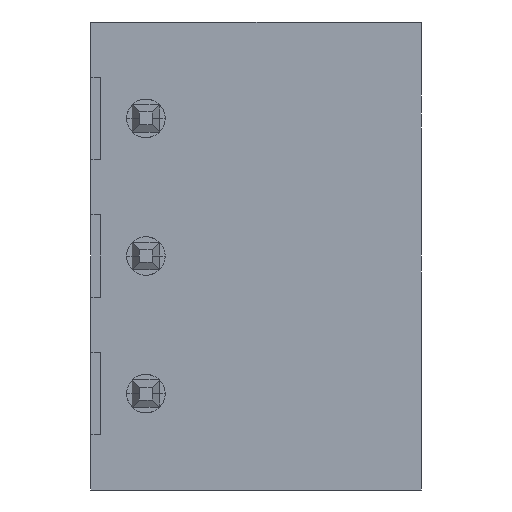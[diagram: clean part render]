
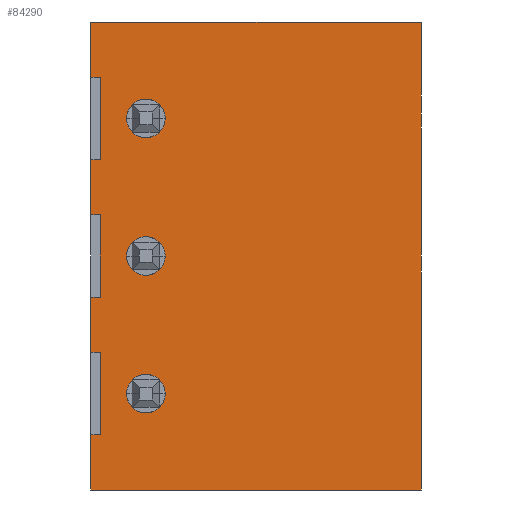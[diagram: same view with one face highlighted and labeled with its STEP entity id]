
A CAD part, front view. The second image highlights one B-rep face of the part: STEP entity #84290.
In plain terms, the highlighted planar face has unit normal (0, -1, 0).
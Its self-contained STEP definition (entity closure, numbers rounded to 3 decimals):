
#60=CARTESIAN_POINT('',(0.,37.773,
   3.5));
#70=DIRECTION('',(-1.,0.,
   0.));
#80=VECTOR('',#70,1.);
#90=LINE('',#60,#80);
#100=CARTESIAN_POINT('',(48.627,37.773,
   3.5));
#110=VERTEX_POINT('',#100);
#120=CARTESIAN_POINT('',(36.627,37.773,
   3.5));
#130=VERTEX_POINT('',#120);
#140=EDGE_CURVE('',#110,#130,#90,.T.);
#2820=CARTESIAN_POINT('',(48.627,37.773,
   -13.5));
#2830=VERTEX_POINT('',#2820);
#2860=CARTESIAN_POINT('',(48.627,37.773,
   -5.));
#2870=DIRECTION('',(0.,0.,
   -1.));
#2880=VECTOR('',#2870,1.);
#2890=LINE('',#2860,#2880);
#2900=EDGE_CURVE('',#110,#2830,#2890,.T.);
#11580=CARTESIAN_POINT('',(36.627,37.773
   ,-6.5));
#11590=VERTEX_POINT('',#11580);
#11640=CARTESIAN_POINT('',(36.627,37.773
   ,-5.));
#11650=DIRECTION('',(0.,0.,
   1.));
#11660=VECTOR('',#11650,1.);
#11670=LINE('',#11640,#11660);
#11680=CARTESIAN_POINT('',(36.627,37.773
   ,-8.5));
#11690=VERTEX_POINT('',#11680);
#11700=EDGE_CURVE('',#11690,#11590,#11670,.T.);
#11920=CARTESIAN_POINT('',(36.627,37.773
   ,-11.5));
#11930=VERTEX_POINT('',#11920);
#11960=CARTESIAN_POINT('',(36.627,37.773
   ,-5.));
#11970=DIRECTION('',(0.,0.,
   1.));
#11980=VECTOR('',#11970,1.);
#11990=LINE('',#11960,#11980);
#12000=CARTESIAN_POINT('',(36.627,37.773
   ,-13.5));
#12010=VERTEX_POINT('',#12000);
#12020=EDGE_CURVE('',#12010,#11930,#11990,.T.);
#12190=CARTESIAN_POINT('',(36.627,37.773
   ,0.));
#12200=DIRECTION('',(0.,0.,
   -1.));
#12210=VECTOR('',#12200,1.);
#12220=LINE('',#12190,#12210);
#12230=CARTESIAN_POINT('',(36.627,37.773
   ,1.5));
#12240=VERTEX_POINT('',#12230);
#12250=EDGE_CURVE('',#130,#12240,#12220,.T.);
#12470=CARTESIAN_POINT('',(36.627,37.773
   ,-1.5));
#12480=VERTEX_POINT('',#12470);
#12510=CARTESIAN_POINT('',(36.627,37.773
   ,0.));
#12520=DIRECTION('',(0.,0.,
   1.));
#12530=VECTOR('',#12520,1.);
#12540=LINE('',#12510,#12530);
#12550=CARTESIAN_POINT('',(36.627,37.773
   ,-3.5));
#12560=VERTEX_POINT('',#12550);
#12570=EDGE_CURVE('',#12560,#12480,#12540,.T.);
#19490=CARTESIAN_POINT('',(0.,37.773
   ,1.5));
#19500=DIRECTION('',(1.,0.,
   0.));
#19510=VECTOR('',#19500,1.);
#19520=LINE('',#19490,#19510);
#19530=CARTESIAN_POINT('',(36.977,37.773
   ,1.5));
#19540=VERTEX_POINT('',#19530);
#19550=EDGE_CURVE('',#12240,#19540,#19520,.T.);
#23580=CARTESIAN_POINT('',(0.,37.773
   ,-3.5));
#23590=DIRECTION('',(-1.,0.,
   0.));
#23600=VECTOR('',#23590,1.);
#23610=LINE('',#23580,#23600);
#23620=CARTESIAN_POINT('',(36.977,37.773
   ,-3.5));
#23630=VERTEX_POINT('',#23620);
#23640=EDGE_CURVE('',#23630,#12560,#23610,.T.);
#24820=CARTESIAN_POINT('',(36.977,37.773
   ,-1.5));
#24830=VERTEX_POINT('',#24820);
#24880=CARTESIAN_POINT('',(36.977,37.773
   ,0.));
#24890=DIRECTION('',(0.,0.,
   -1.));
#24900=VECTOR('',#24890,1.);
#24910=LINE('',#24880,#24900);
#24920=EDGE_CURVE('',#19540,#24830,#24910,.T.);
#25950=CARTESIAN_POINT('',(0.,37.773
   ,-1.5));
#25960=DIRECTION('',(-1.,0.,
   0.));
#25970=VECTOR('',#25960,1.);
#25980=LINE('',#25950,#25970);
#25990=EDGE_CURVE('',#24830,#12480,#25980,.T.);
#43810=CARTESIAN_POINT('',(39.327,37.773
   ,0.));
#43820=VERTEX_POINT('',#43810);
#43850=CARTESIAN_POINT('',(38.627,37.773
   ,0.));
#43860=DIRECTION('',(0.,-1.,
   0.));
#43870=DIRECTION('',(1.,0.,
   0.));
#43880=AXIS2_PLACEMENT_3D('',#43850,#43860,#43870);
#43890=CIRCLE('',#43880,0.7);
#43900=CARTESIAN_POINT('',(37.927,37.773
   ,0.));
#43910=VERTEX_POINT('',#43900);
#43920=EDGE_CURVE('',#43910,#43820,#43890,.T.);
#48960=CARTESIAN_POINT('',(0.,37.773
   ,-8.5));
#48970=DIRECTION('',(-1.,0.,
   0.));
#48980=VECTOR('',#48970,1.);
#48990=LINE('',#48960,#48980);
#49000=CARTESIAN_POINT('',(36.977,37.773
   ,-8.5));
#49010=VERTEX_POINT('',#49000);
#49020=EDGE_CURVE('',#49010,#11690,#48990,.T.);
#52600=CARTESIAN_POINT('',(0.,37.773
   ,-13.5));
#52610=DIRECTION('',(-1.,0.,
   0.));
#52620=VECTOR('',#52610,1.);
#52630=LINE('',#52600,#52620);
#52640=EDGE_CURVE('',#2830,#12010,#52630,.T.);
#68740=CARTESIAN_POINT('',(36.977,37.773
   ,-6.5));
#68750=VERTEX_POINT('',#68740);
#68850=CARTESIAN_POINT('',(36.977,37.773
   ,0.));
#68860=DIRECTION('',(0.,0.,
   -1.));
#68870=VECTOR('',#68860,1.);
#68880=LINE('',#68850,#68870);
#68890=EDGE_CURVE('',#23630,#68750,#68880,.T.);
#69850=CARTESIAN_POINT('',(36.977,37.773
   ,-11.5));
#69860=VERTEX_POINT('',#69850);
#69980=CARTESIAN_POINT('',(36.977,37.773
   ,-5.));
#69990=DIRECTION('',(0.,0.,
   -1.));
#70000=VECTOR('',#69990,1.);
#70010=LINE('',#69980,#70000);
#70020=EDGE_CURVE('',#49010,#69860,#70010,.T.);
#70570=CARTESIAN_POINT('',(39.327,37.773
   ,-5.));
#70580=VERTEX_POINT('',#70570);
#70700=CARTESIAN_POINT('',(37.927,37.773
   ,-5.));
#70710=VERTEX_POINT('',#70700);
#70740=CARTESIAN_POINT('',(38.627,37.773
   ,-5.));
#70750=DIRECTION('',(0.,-1.,
   0.));
#70760=DIRECTION('',(1.,0.,
   0.));
#70770=AXIS2_PLACEMENT_3D('',#70740,#70750,#70760);
#70780=CIRCLE('',#70770,0.7);
#70790=EDGE_CURVE('',#70580,#70710,#70780,.T.);
#76690=CARTESIAN_POINT('',(0.,37.773
   ,-6.5));
#76700=DIRECTION('',(-1.,0.,
   0.));
#76710=VECTOR('',#76700,1.);
#76720=LINE('',#76690,#76710);
#76730=EDGE_CURVE('',#68750,#11590,#76720,.T.);
#76950=CARTESIAN_POINT('',(39.327,37.773
   ,-10.));
#76960=VERTEX_POINT('',#76950);
#77220=CARTESIAN_POINT('',(37.927,37.773
   ,-10.));
#77230=VERTEX_POINT('',#77220);
#77260=CARTESIAN_POINT('',(38.627,37.773
   ,-10.));
#77270=DIRECTION('',(0.,-1.,
   0.));
#77280=DIRECTION('',(1.,0.,
   0.));
#77290=AXIS2_PLACEMENT_3D('',#77260,#77270,#77280);
#77300=CIRCLE('',#77290,0.7);
#77310=EDGE_CURVE('',#76960,#77230,#77300,.T.);
#82870=CARTESIAN_POINT('',(0.,37.773
   ,-11.5));
#82880=DIRECTION('',(1.,0.,
   0.));
#82890=VECTOR('',#82880,1.);
#82900=LINE('',#82870,#82890);
#82910=EDGE_CURVE('',#11930,#69860,#82900,.T.);
#83910=CARTESIAN_POINT('',(38.127,37.773
   ,-5.));
#83920=DIRECTION('',(0.,-1.,
   0.));
#83930=DIRECTION('',(-1.,0.,
   0.));
#83940=AXIS2_PLACEMENT_3D('',#83910,#83920,#83930);
#83950=PLANE('',#83940);
#83960=EDGE_CURVE('',#77230,#76960,#77300,.T.);
#83970=ORIENTED_EDGE('',*,*,#83960,.F.);
#83980=ORIENTED_EDGE('',*,*,#77310,.F.);
#83990=EDGE_LOOP('',(#83980,#83970));
#84000=FACE_BOUND('',#83990,.T.);
#84010=EDGE_CURVE('',#43820,#43910,#43890,.T.);
#84020=ORIENTED_EDGE('',*,*,#84010,.F.);
#84030=ORIENTED_EDGE('',*,*,#43920,.F.);
#84040=EDGE_LOOP('',(#84030,#84020));
#84050=FACE_BOUND('',#84040,.T.);
#84060=ORIENTED_EDGE('',*,*,#52640,.F.);
#84070=ORIENTED_EDGE('',*,*,#12020,.F.);
#84080=ORIENTED_EDGE('',*,*,#82910,.F.);
#84090=ORIENTED_EDGE('',*,*,#70020,.T.);
#84100=ORIENTED_EDGE('',*,*,#49020,.F.);
#84110=ORIENTED_EDGE('',*,*,#11700,.F.);
#84120=ORIENTED_EDGE('',*,*,#76730,.T.);
#84130=ORIENTED_EDGE('',*,*,#68890,.T.);
#84140=ORIENTED_EDGE('',*,*,#23640,.F.);
#84150=ORIENTED_EDGE('',*,*,#12570,.F.);
#84160=ORIENTED_EDGE('',*,*,#25990,.T.);
#84170=ORIENTED_EDGE('',*,*,#24920,.T.);
#84180=ORIENTED_EDGE('',*,*,#19550,.T.);
#84190=ORIENTED_EDGE('',*,*,#12250,.T.);
#84200=ORIENTED_EDGE('',*,*,#140,.T.);
#84210=ORIENTED_EDGE('',*,*,#2900,.F.);
#84220=EDGE_LOOP('',(#84210,#84200,#84190,#84180,#84170,#84160,#84150,
   #84140,#84130,#84120,#84110,#84100,#84090,#84080,#84070,#84060));
#84230=FACE_OUTER_BOUND('',#84220,.T.);
#84240=EDGE_CURVE('',#70710,#70580,#70780,.T.);
#84250=ORIENTED_EDGE('',*,*,#84240,.F.);
#84260=ORIENTED_EDGE('',*,*,#70790,.F.);
#84270=EDGE_LOOP('',(#84260,#84250));
#84280=FACE_BOUND('',#84270,.T.);
#84290=ADVANCED_FACE('',(#84000,#84050,#84230,#84280),#83950,.T.);
